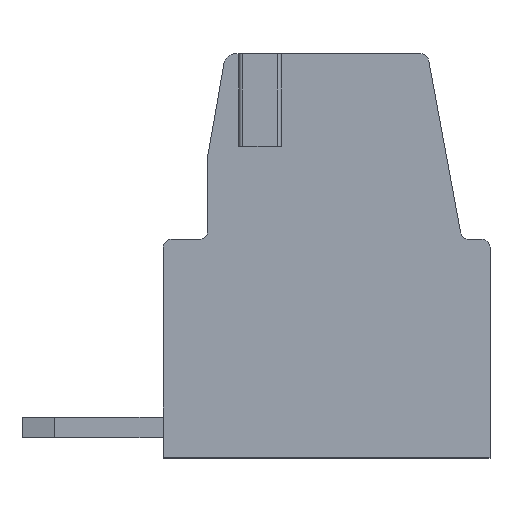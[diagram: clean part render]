
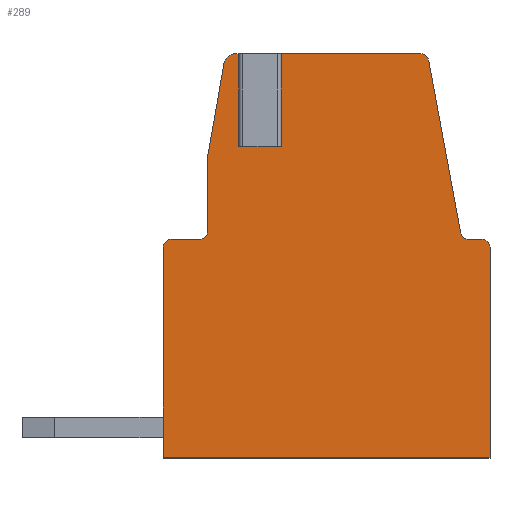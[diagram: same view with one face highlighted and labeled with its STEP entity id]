
A CAD part, top view. The second image highlights one B-rep face of the part: STEP entity #289.
In plain terms, the highlighted planar face has unit normal (0, 0, 1).
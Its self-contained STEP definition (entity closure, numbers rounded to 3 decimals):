
#289 = ADVANCED_FACE( '', ( #615 ), #616, .F. );
#615 = FACE_OUTER_BOUND( '', #962, .T. );
#616 = PLANE( '', #963 );
#962 = EDGE_LOOP( '', ( #1689, #1690, #1691, #1692, #1693, #1694, #1695, #1696, #1697, #1698, #1699, #1700, #1701, #1702, #1703, #1704, #1705, #1706, #1707 ) );
#963 = AXIS2_PLACEMENT_3D( '', #1708, #1709, #1710 );
#1689 = ORIENTED_EDGE( '', *, *, #2267, .T. );
#1690 = ORIENTED_EDGE( '', *, *, #2107, .T. );
#1691 = ORIENTED_EDGE( '', *, *, #2211, .T. );
#1692 = ORIENTED_EDGE( '', *, *, #2252, .T. );
#1693 = ORIENTED_EDGE( '', *, *, #2299, .T. );
#1694 = ORIENTED_EDGE( '', *, *, #2317, .F. );
#1695 = ORIENTED_EDGE( '', *, *, #2318, .T. );
#1696 = ORIENTED_EDGE( '', *, *, #2319, .F. );
#1697 = ORIENTED_EDGE( '', *, *, #2139, .T. );
#1698 = ORIENTED_EDGE( '', *, *, #2148, .T. );
#1699 = ORIENTED_EDGE( '', *, *, #2055, .T. );
#1700 = ORIENTED_EDGE( '', *, *, #2041, .T. );
#1701 = ORIENTED_EDGE( '', *, *, #2320, .F. );
#1702 = ORIENTED_EDGE( '', *, *, #2314, .T. );
#1703 = ORIENTED_EDGE( '', *, *, #2050, .T. );
#1704 = ORIENTED_EDGE( '', *, *, #2272, .F. );
#1705 = ORIENTED_EDGE( '', *, *, #2291, .T. );
#1706 = ORIENTED_EDGE( '', *, *, #2027, .T. );
#1707 = ORIENTED_EDGE( '', *, *, #2321, .F. );
#1708 = CARTESIAN_POINT( '', ( -13.1, -1., 0. ) );
#1709 = DIRECTION( '', ( 0., 0., -1. ) );
#1710 = DIRECTION( '', ( 1., 0., 0. ) );
#2027 = EDGE_CURVE( '', #2404, #2402, #2405, .T. );
#2041 = EDGE_CURVE( '', #2428, #2429, #2430, .T. );
#2050 = EDGE_CURVE( '', #2446, #2443, #2447, .T. );
#2055 = EDGE_CURVE( '', #2455, #2428, #2456, .T. );
#2107 = EDGE_CURVE( '', #2546, #2544, #2547, .T. );
#2139 = EDGE_CURVE( '', #2600, #2598, #2601, .T. );
#2148 = EDGE_CURVE( '', #2598, #2455, #2612, .T. );
#2211 = EDGE_CURVE( '', #2544, #2703, #2705, .T. );
#2252 = EDGE_CURVE( '', #2703, #2765, #2767, .T. );
#2267 = EDGE_CURVE( '', #2786, #2546, #2787, .T. );
#2272 = EDGE_CURVE( '', #2792, #2443, #2795, .T. );
#2291 = EDGE_CURVE( '', #2792, #2404, #2820, .T. );
#2299 = EDGE_CURVE( '', #2765, #2829, #2832, .T. );
#2314 = EDGE_CURVE( '', #2850, #2446, #2851, .T. );
#2317 = EDGE_CURVE( '', #2854, #2829, #2855, .T. );
#2318 = EDGE_CURVE( '', #2854, #2856, #2857, .T. );
#2319 = EDGE_CURVE( '', #2600, #2856, #2858, .T. );
#2320 = EDGE_CURVE( '', #2850, #2429, #2859, .T. );
#2321 = EDGE_CURVE( '', #2786, #2402, #2860, .T. );
#2402 = VERTEX_POINT( '', #2950 );
#2404 = VERTEX_POINT( '', #2953 );
#2405 = LINE( '', #2954, #2955 );
#2428 = VERTEX_POINT( '', #2988 );
#2429 = VERTEX_POINT( '', #2989 );
#2430 = LINE( '', #2990, #2991 );
#2443 = VERTEX_POINT( '', #3007 );
#2446 = VERTEX_POINT( '', #3011 );
#2447 = LINE( '', #3012, #3013 );
#2455 = VERTEX_POINT( '', #3023 );
#2456 = LINE( '', #3024, #3025 );
#2544 = VERTEX_POINT( '', #3150 );
#2546 = VERTEX_POINT( '', #3153 );
#2547 = CIRCLE( '', #3154, 0.2 );
#2598 = VERTEX_POINT( '', #3226 );
#2600 = VERTEX_POINT( '', #3229 );
#2601 = LINE( '', #3230, #3231 );
#2612 = CIRCLE( '', #3247, 0.2 );
#2703 = VERTEX_POINT( '', #3379 );
#2705 = LINE( '', #3382, #3383 );
#2765 = VERTEX_POINT( '', #3467 );
#2767 = LINE( '', #3470, #3471 );
#2786 = VERTEX_POINT( '', #3499 );
#2787 = LINE( '', #3500, #3501 );
#2792 = VERTEX_POINT( '', #3508 );
#2795 = CIRCLE( '', #3512, 0.3 );
#2820 = LINE( '', #3547, #3548 );
#2829 = VERTEX_POINT( '', #3562 );
#2832 = LINE( '', #3566, #3567 );
#2850 = VERTEX_POINT( '', #3594 );
#2851 = LINE( '', #3595, #3596 );
#2854 = VERTEX_POINT( '', #3600 );
#2855 = CIRCLE( '', #3601, 0.2 );
#2856 = VERTEX_POINT( '', #3602 );
#2857 = LINE( '', #3603, #3604 );
#2858 = CIRCLE( '', #3605, 0.2 );
#2859 = LINE( '', #3606, #3607 );
#2860 = CIRCLE( '', #3608, 0.2 );
#2950 = CARTESIAN_POINT( '', ( -7., 5.6, 0. ) );
#2953 = CARTESIAN_POINT( '', ( -7., 7.448, 0. ) );
#2954 = CARTESIAN_POINT( '', ( -7., -18.438, 0. ) );
#2955 = VECTOR( '', #3707, 1000. );
#2988 = CARTESIAN_POINT( '', ( -5.446, 10., 0. ) );
#2989 = CARTESIAN_POINT( '', ( -5.446, 7.7, 0. ) );
#2990 = CARTESIAN_POINT( '', ( -5.446, -18.438, 0. ) );
#2991 = VECTOR( '', #3718, 1000. );
#3007 = CARTESIAN_POINT( '', ( -6.298, 10., 0. ) );
#3011 = CARTESIAN_POINT( '', ( -5.954, 10., 0. ) );
#3012 = CARTESIAN_POINT( '', ( -16.414, 10., 0. ) );
#3013 = VECTOR( '', #3732, 1000. );
#3023 = CARTESIAN_POINT( '', ( -1.716, 10., 0. ) );
#3024 = CARTESIAN_POINT( '', ( -16.414, 10., 0. ) );
#3025 = VECTOR( '', #3741, 1000. );
#3150 = CARTESIAN_POINT( '', ( -8.1, 5.2, 0. ) );
#3153 = CARTESIAN_POINT( '', ( -7.9, 5.4, 0. ) );
#3154 = AXIS2_PLACEMENT_3D( '', #3792, #3793, #3794 );
#3226 = CARTESIAN_POINT( '', ( -1.52, 9.836, 0. ) );
#3229 = CARTESIAN_POINT( '', ( -0.728, 5.564, 0. ) );
#3230 = CARTESIAN_POINT( '', ( 3.721, -18.438, 0. ) );
#3231 = VECTOR( '', #3823, 1000. );
#3247 = AXIS2_PLACEMENT_3D( '', #3832, #3833, #3834 );
#3379 = CARTESIAN_POINT( '', ( -8.1, 0., 0. ) );
#3382 = CARTESIAN_POINT( '', ( -8.1, -18.438, 0. ) );
#3383 = VECTOR( '', #3886, 1000. );
#3467 = CARTESIAN_POINT( '', ( 0., 0., 0. ) );
#3470 = CARTESIAN_POINT( '', ( -16.414, 0., 0. ) );
#3471 = VECTOR( '', #3930, 1000. );
#3499 = CARTESIAN_POINT( '', ( -7.2, 5.4, 0. ) );
#3500 = CARTESIAN_POINT( '', ( -16.414, 5.4, 0. ) );
#3501 = VECTOR( '', #3940, 1000. );
#3508 = CARTESIAN_POINT( '', ( -6.594, 9.752, 0. ) );
#3512 = AXIS2_PLACEMENT_3D( '', #3944, #3945, #3946 );
#3547 = CARTESIAN_POINT( '', ( -11.564, -18.438, 0. ) );
#3548 = VECTOR( '', #3963, 1000. );
#3562 = CARTESIAN_POINT( '', ( 0., 5.2, 0. ) );
#3566 = CARTESIAN_POINT( '', ( 0., -18.438, 0. ) );
#3567 = VECTOR( '', #3970, 1000. );
#3594 = CARTESIAN_POINT( '', ( -5.954, 7.7, 0. ) );
#3595 = CARTESIAN_POINT( '', ( -5.954, -18.438, 0. ) );
#3596 = VECTOR( '', #3980, 1000. );
#3600 = CARTESIAN_POINT( '', ( -0.2, 5.4, 0. ) );
#3601 = AXIS2_PLACEMENT_3D( '', #3982, #3983, #3984 );
#3602 = CARTESIAN_POINT( '', ( -0.531, 5.4, 0. ) );
#3603 = CARTESIAN_POINT( '', ( -16.414, 5.4, 0. ) );
#3604 = VECTOR( '', #3985, 1000. );
#3605 = AXIS2_PLACEMENT_3D( '', #3986, #3987, #3988 );
#3606 = CARTESIAN_POINT( '', ( -16.414, 7.7, 0. ) );
#3607 = VECTOR( '', #3989, 1000. );
#3608 = AXIS2_PLACEMENT_3D( '', #3990, #3991, #3992 );
#3707 = DIRECTION( '', ( 0., -1., 0. ) );
#3718 = DIRECTION( '', ( 0., -1., 0. ) );
#3732 = DIRECTION( '', ( -1., 0., 0. ) );
#3741 = DIRECTION( '', ( -1., 0., 0. ) );
#3792 = CARTESIAN_POINT( '', ( -7.9, 5.2, 0. ) );
#3793 = DIRECTION( '', ( 0., 0., 1. ) );
#3794 = DIRECTION( '', ( 0., -1., 0. ) );
#3823 = DIRECTION( '', ( -0.182, 0.983, 0. ) );
#3832 = CARTESIAN_POINT( '', ( -1.716, 9.8, 0. ) );
#3833 = DIRECTION( '', ( 0., 0., 1. ) );
#3834 = DIRECTION( '', ( 1., 0., 0. ) );
#3886 = DIRECTION( '', ( 0., -1., 0. ) );
#3930 = DIRECTION( '', ( 1., 0., 0. ) );
#3940 = DIRECTION( '', ( -1., 0., 0. ) );
#3944 = CARTESIAN_POINT( '', ( -6.298, 9.7, 0. ) );
#3945 = DIRECTION( '', ( 0., 0., -1. ) );
#3946 = DIRECTION( '', ( -1., 0., 0. ) );
#3963 = DIRECTION( '', ( -0.174, -0.985, 0. ) );
#3970 = DIRECTION( '', ( 0., 1., 0. ) );
#3980 = DIRECTION( '', ( 0., 1., 0. ) );
#3982 = CARTESIAN_POINT( '', ( -0.2, 5.2, 0. ) );
#3983 = DIRECTION( '', ( 0., 0., -1. ) );
#3984 = DIRECTION( '', ( -1., 0., 0. ) );
#3985 = DIRECTION( '', ( -1., 0., 0. ) );
#3986 = CARTESIAN_POINT( '', ( -0.531, 5.6, 0. ) );
#3987 = DIRECTION( '', ( 0., 0., 1. ) );
#3988 = DIRECTION( '', ( 1., 0., 0. ) );
#3989 = DIRECTION( '', ( 1., 0., 0. ) );
#3990 = CARTESIAN_POINT( '', ( -7.2, 5.6, 0. ) );
#3991 = DIRECTION( '', ( 0., 0., 1. ) );
#3992 = DIRECTION( '', ( 1., 0., 0. ) );
